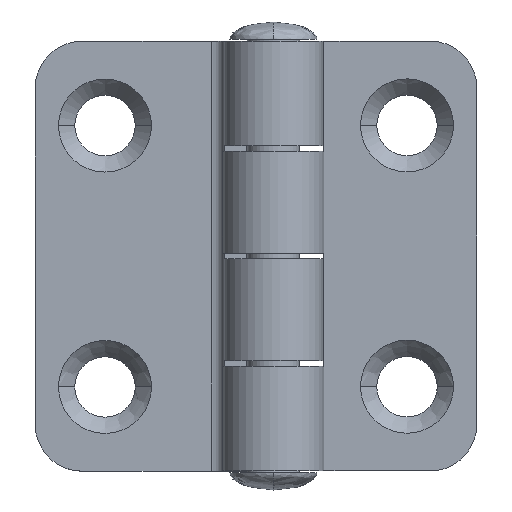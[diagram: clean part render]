
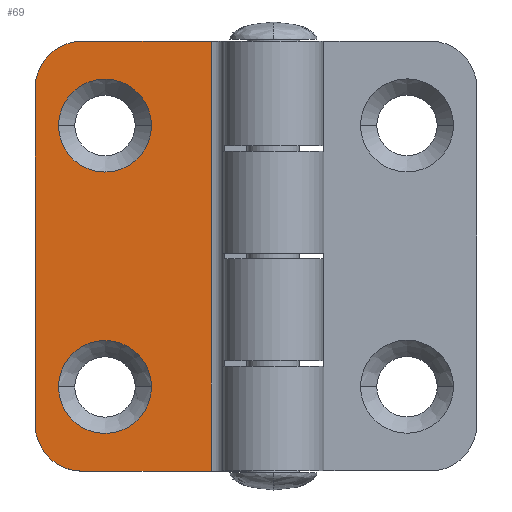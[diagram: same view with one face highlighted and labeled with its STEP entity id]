
A CAD part, top view. The second image highlights one B-rep face of the part: STEP entity #69.
In plain terms, the highlighted planar face has unit normal (0, 0, 1).
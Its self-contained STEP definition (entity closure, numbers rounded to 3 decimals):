
#69=ADVANCED_FACE('',(#149,#92,#93),#1183,.T.);
#92=FACE_BOUND('',#224,.T.);
#93=FACE_BOUND('',#225,.T.);
#149=FACE_OUTER_BOUND('',#223,.T.);
#223=EDGE_LOOP('',(#516,#517,#518,#519,#520,#521));
#224=EDGE_LOOP('',(#522,#523));
#225=EDGE_LOOP('',(#524,#525));
#516=ORIENTED_EDGE('',*,*,#676,.T.);
#517=ORIENTED_EDGE('',*,*,#728,.F.);
#518=ORIENTED_EDGE('',*,*,#683,.T.);
#519=ORIENTED_EDGE('',*,*,#736,.F.);
#520=ORIENTED_EDGE('',*,*,#687,.T.);
#521=ORIENTED_EDGE('',*,*,#730,.T.);
#522=ORIENTED_EDGE('',*,*,#747,.F.);
#523=ORIENTED_EDGE('',*,*,#695,.F.);
#524=ORIENTED_EDGE('',*,*,#690,.T.);
#525=ORIENTED_EDGE('',*,*,#742,.T.);
#676=EDGE_CURVE('',#1066,#1067,#972,.T.);
#683=EDGE_CURVE('',#1073,#1072,#799,.T.);
#687=EDGE_CURVE('',#1076,#1077,#801,.T.);
#690=EDGE_CURVE('',#1079,#1104,#803,.T.);
#695=EDGE_CURVE('',#1082,#1107,#806,.T.);
#728=EDGE_CURVE('',#1073,#1067,#1000,.T.);
#730=EDGE_CURVE('',#1077,#1066,#1002,.T.);
#736=EDGE_CURVE('',#1076,#1072,#1006,.T.);
#742=EDGE_CURVE('',#1104,#1079,#817,.T.);
#747=EDGE_CURVE('',#1107,#1082,#820,.T.);
#799=TRIMMED_CURVE($,#865,(#2108),(#2109),.T.,.CARTESIAN.);
#801=TRIMMED_CURVE($,#867,(#2118),(#2119),.T.,.CARTESIAN.);
#803=TRIMMED_CURVE($,#869,(#2128),(#2129),.T.,.CARTESIAN.);
#806=TRIMMED_CURVE($,#872,(#2143),(#2144),.T.,.CARTESIAN.);
#817=TRIMMED_CURVE($,#883,(#2258),(#2259),.T.,.CARTESIAN.);
#820=TRIMMED_CURVE($,#886,(#2273),(#2274),.T.,.CARTESIAN.);
#865=CIRCLE('',#1351,4.);
#867=CIRCLE('',#1353,4.);
#869=CIRCLE('',#1355,4.);
#872=CIRCLE('',#1358,4.);
#883=CIRCLE('',#1369,4.);
#886=CIRCLE('',#1372,4.);
#972=B_SPLINE_CURVE_WITH_KNOTS('',1,(#2090,#2091),.UNSPECIFIED.,.F.,.F.,
(2,2),(0.,37.),.UNSPECIFIED.);
#1000=B_SPLINE_CURVE_WITH_KNOTS('',1,(#2218,#2219),.UNSPECIFIED.,.F.,.F.,
(2,2),(-112.416,-101.266),.UNSPECIFIED.);
#1002=B_SPLINE_CURVE_WITH_KNOTS('',1,(#2222,#2223),.UNSPECIFIED.,.F.,.F.,
(2,2),(-112.416,-101.266),.UNSPECIFIED.);
#1006=B_SPLINE_CURVE_WITH_KNOTS('',1,(#2236,#2237),.UNSPECIFIED.,.F.,.F.,
(2,2),(4.,33.),.UNSPECIFIED.);
#1066=VERTEX_POINT('',#2032);
#1067=VERTEX_POINT('',#2033);
#1072=VERTEX_POINT('',#2038);
#1073=VERTEX_POINT('',#2039);
#1076=VERTEX_POINT('',#2042);
#1077=VERTEX_POINT('',#2043);
#1079=VERTEX_POINT('',#2045);
#1082=VERTEX_POINT('',#2048);
#1104=VERTEX_POINT('',#2070);
#1107=VERTEX_POINT('',#2073);
#1183=PLANE('',#1341);
#1341=AXIS2_PLACEMENT_3D('',#1979,#1486,$);
#1351=AXIS2_PLACEMENT_3D($,#2107,#1501,#1502);
#1353=AXIS2_PLACEMENT_3D($,#2117,#1505,#1506);
#1355=AXIS2_PLACEMENT_3D($,#2127,#1509,#1510);
#1358=AXIS2_PLACEMENT_3D($,#2142,#1515,#1516);
#1369=AXIS2_PLACEMENT_3D($,#2257,#1537,#1538);
#1372=AXIS2_PLACEMENT_3D($,#2272,#1543,#1544);
#1486=DIRECTION('',(0.,0.,1.));
#1501=DIRECTION('',(0.,0.,1.));
#1502=DIRECTION('',(0.,1.,0.));
#1505=DIRECTION('',(0.,0.,1.));
#1506=DIRECTION('',(-1.,0.,0.));
#1509=DIRECTION('',(0.,0.,-1.));
#1510=DIRECTION('',(1.,0.,0.));
#1515=DIRECTION('',(0.,0.,1.));
#1516=DIRECTION('',(1.,0.,0.));
#1537=DIRECTION('',(0.,0.,-1.));
#1538=DIRECTION('',(-1.,0.,0.));
#1543=DIRECTION('',(0.,0.,1.));
#1544=DIRECTION('',(-1.,0.,0.));
#1979=CARTESIAN_POINT('',(-4.103,-18.5,-3.279));
#2032=CARTESIAN_POINT('',(11.047,-18.5,-3.279));
#2033=CARTESIAN_POINT('',(11.047,18.5,-3.279));
#2038=CARTESIAN_POINT('',(-4.103,14.5,-3.279));
#2039=CARTESIAN_POINT('',(-0.103,18.5,-3.279));
#2042=CARTESIAN_POINT('',(-4.103,-14.5,-3.279));
#2043=CARTESIAN_POINT('',(-0.103,-18.5,-3.279));
#2045=CARTESIAN_POINT('',(5.897,11.25,-3.279));
#2048=CARTESIAN_POINT('',(5.897,-11.25,-3.279));
#2070=CARTESIAN_POINT('',(-2.103,11.25,-3.279));
#2073=CARTESIAN_POINT('',(-2.103,-11.25,-3.279));
#2090=CARTESIAN_POINT('',(11.047,-18.5,-3.279));
#2091=CARTESIAN_POINT('',(11.047,18.5,-3.279));
#2107=CARTESIAN_POINT('',(-0.103,14.5,-3.279));
#2108=CARTESIAN_POINT('',(-0.103,18.5,-3.279));
#2109=CARTESIAN_POINT('',(-4.103,14.5,-3.279));
#2117=CARTESIAN_POINT('',(-0.103,-14.5,-3.279));
#2118=CARTESIAN_POINT('',(-4.103,-14.5,-3.279));
#2119=CARTESIAN_POINT('',(-0.103,-18.5,-3.279));
#2127=CARTESIAN_POINT('',(1.897,11.25,-3.279));
#2128=CARTESIAN_POINT('',(5.897,11.25,-3.279));
#2129=CARTESIAN_POINT('',(-2.103,11.25,-3.279));
#2142=CARTESIAN_POINT('',(1.897,-11.25,-3.279));
#2143=CARTESIAN_POINT('',(5.897,-11.25,-3.279));
#2144=CARTESIAN_POINT('',(-2.103,-11.25,-3.279));
#2218=CARTESIAN_POINT('',(-0.103,18.5,-3.279));
#2219=CARTESIAN_POINT('',(11.047,18.5,-3.279));
#2222=CARTESIAN_POINT('',(-0.103,-18.5,-3.279));
#2223=CARTESIAN_POINT('',(11.047,-18.5,-3.279));
#2236=CARTESIAN_POINT('',(-4.103,-14.5,-3.279));
#2237=CARTESIAN_POINT('',(-4.103,14.5,-3.279));
#2257=CARTESIAN_POINT('',(1.897,11.25,-3.279));
#2258=CARTESIAN_POINT('',(-2.103,11.25,-3.279));
#2259=CARTESIAN_POINT('',(5.897,11.25,-3.279));
#2272=CARTESIAN_POINT('',(1.897,-11.25,-3.279));
#2273=CARTESIAN_POINT('',(-2.103,-11.25,-3.279));
#2274=CARTESIAN_POINT('',(5.897,-11.25,-3.279));
